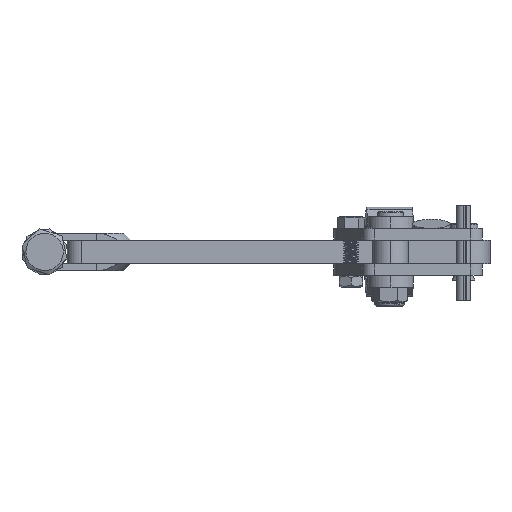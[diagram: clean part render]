
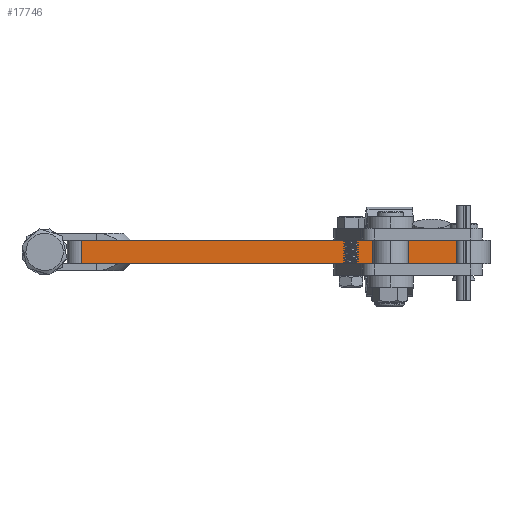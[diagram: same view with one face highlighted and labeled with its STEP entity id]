
A CAD part, front view. The second image highlights one B-rep face of the part: STEP entity #17746.
In plain terms, the highlighted planar face has unit normal (-0.001, -1, 0).
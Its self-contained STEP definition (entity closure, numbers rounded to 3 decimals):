
#258 = LINE ( 'NONE', #25948, #44567 ) ;
#3183 = EDGE_CURVE ( 'NONE', #24617, #17641, #19192, .T. ) ;
#4741 = FACE_OUTER_BOUND ( 'NONE', #36396, .T. ) ;
#9290 = ORIENTED_EDGE ( 'NONE', *, *, #20017, .T. ) ;
#9815 = LINE ( 'NONE', #18863, #35570 ) ;
#13641 = CARTESIAN_POINT ( 'NONE',  ( 0., -11.25, 0. ) ) ;
#13690 = CARTESIAN_POINT ( 'NONE',  ( -162.15, -11.25, 10. ) ) ;
#13850 = DIRECTION ( 'NONE',  ( 1., 0., 0. ) ) ;
#16109 = CARTESIAN_POINT ( 'NONE',  ( -162.15, -11.25, 0. ) ) ;
#16373 = ORIENTED_EDGE ( 'NONE', *, *, #3183, .F. ) ;
#17641 = VERTEX_POINT ( 'NONE', #36097 ) ;
#17746 = ADVANCED_FACE ( 'NONE', ( #4741 ), #29815, .F. ) ;
#18863 = CARTESIAN_POINT ( 'NONE',  ( -162.15, -11.25, 10. ) ) ;
#18885 = DIRECTION ( 'NONE',  ( 0., 0., -1. ) ) ;
#19177 = DIRECTION ( 'NONE',  ( 1., 0., 0. ) ) ;
#19192 = LINE ( 'NONE', #13690, #27419 ) ;
#20017 = EDGE_CURVE ( 'NONE', #31238, #21767, #34755, .T. ) ;
#21767 = VERTEX_POINT ( 'NONE', #13641 ) ;
#22164 = ORIENTED_EDGE ( 'NONE', *, *, #39781, .F. ) ;
#22744 = CARTESIAN_POINT ( 'NONE',  ( -162.15, -11.25, 10. ) ) ;
#23192 = DIRECTION ( 'NONE',  ( 0., 0., 1. ) ) ;
#24617 = VERTEX_POINT ( 'NONE', #27324 ) ;
#25948 = CARTESIAN_POINT ( 'NONE',  ( 0., -11.25, 10. ) ) ;
#26091 = CARTESIAN_POINT ( 'NONE',  ( -162.15, -11.25, 0. ) ) ;
#26296 = AXIS2_PLACEMENT_3D ( 'NONE', #22744, #44108, #23192 ) ;
#27324 = CARTESIAN_POINT ( 'NONE',  ( -162.15, -11.25, 10. ) ) ;
#27419 = VECTOR ( 'NONE', #13850, 1000. ) ;
#29815 = PLANE ( 'NONE',  #26296 ) ;
#31238 = VERTEX_POINT ( 'NONE', #16109 ) ;
#32977 = DIRECTION ( 'NONE',  ( 0., 0., -1. ) ) ;
#34755 = LINE ( 'NONE', #26091, #43976 ) ;
#35570 = VECTOR ( 'NONE', #32977, 1000. ) ;
#35757 = EDGE_CURVE ( 'NONE', #24617, #31238, #9815, .T. ) ;
#36097 = CARTESIAN_POINT ( 'NONE',  ( 0., -11.25, 10. ) ) ;
#36396 = EDGE_LOOP ( 'NONE', ( #9290, #22164, #16373, #43567 ) ) ;
#39781 = EDGE_CURVE ( 'NONE', #17641, #21767, #258, .T. ) ;
#43567 = ORIENTED_EDGE ( 'NONE', *, *, #35757, .T. ) ;
#43976 = VECTOR ( 'NONE', #19177, 1000. ) ;
#44108 = DIRECTION ( 'NONE',  ( 0., 1., 0. ) ) ;
#44567 = VECTOR ( 'NONE', #18885, 1000. ) ;
